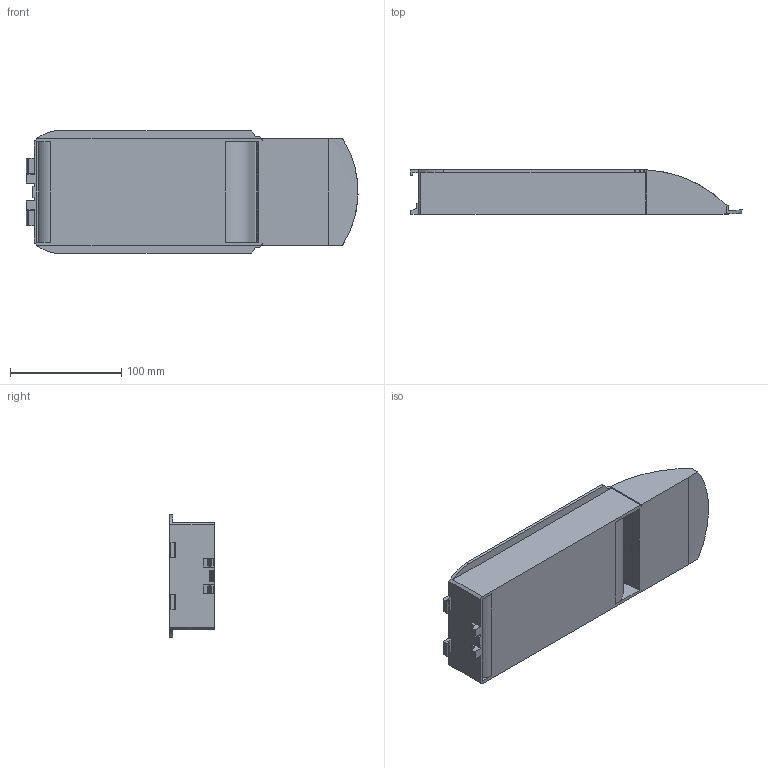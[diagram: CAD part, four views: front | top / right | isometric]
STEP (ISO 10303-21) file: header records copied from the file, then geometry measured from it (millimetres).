
FILE_DESCRIPTION (( 'STEP AP203' ), '1' );
FILE_NAME ('416500022_c_1.STEP', '2022-12-11T15:49:06', ( '' ), ( '' ), 'SwSTEP 2.0', 'SolidWorks 2014', '' );
FILE_SCHEMA (( 'CONFIG_CONTROL_DESIGN' ));
Length unit declared in the file: millimetre
Products named in the file (1): 416500022_c_1
Bounding box: 298.61 x 40 x 110.6 mm (x, y, z)
Volume: 183914 mm3; surface area: 117934 mm2
Topology: 1 solids, 1 shells, 201 faces, 595 edges, 396 vertices
Faces by surface type: plane 139, cylinder 62
Entity records: 6822 total; most frequent: CARTESIAN_POINT 1361, ORIENTED_EDGE 1190, DIRECTION 1057, EDGE_CURVE 595, VECTOR 457, LINE 457, VERTEX_POINT 396, AXIS2_PLACEMENT_3D 300
